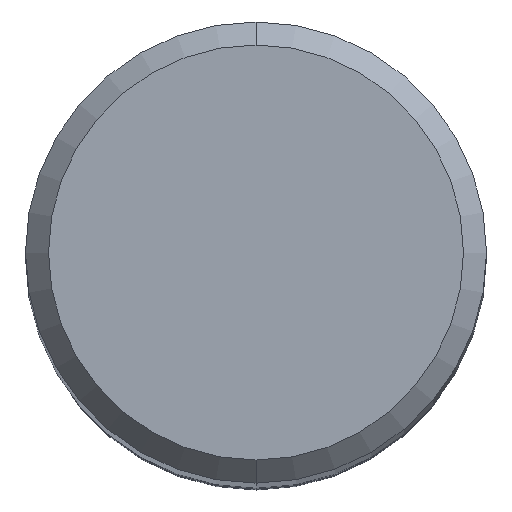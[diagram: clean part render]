
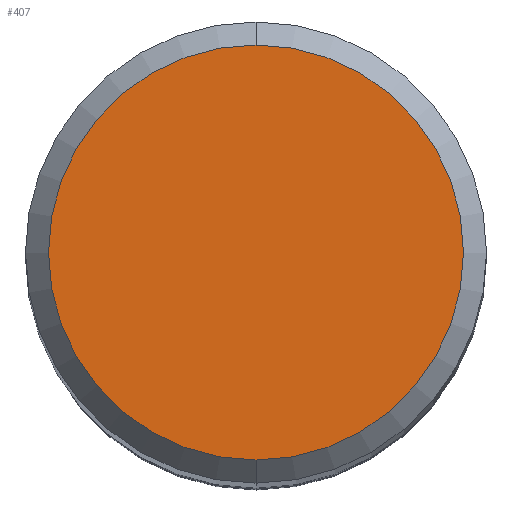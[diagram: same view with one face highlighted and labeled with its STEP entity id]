
A CAD part, top view. The second image highlights one B-rep face of the part: STEP entity #407.
In plain terms, the highlighted planar face has unit normal (0, 0, 1).
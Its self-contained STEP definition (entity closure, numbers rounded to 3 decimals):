
#345=EDGE_CURVE('',#449,#539,#749,.T.);
#407=ADVANCED_FACE('',(#815),#816,.T.);
#449=VERTEX_POINT('',#864);
#517=EDGE_CURVE('',#539,#449,#941,.T.);
#539=VERTEX_POINT('',#963);
#749=CIRCLE('',#1274,3.6);
#815=FACE_OUTER_BOUND('',#1367,.T.);
#816=PLANE('',#1368);
#864=CARTESIAN_POINT('',(0.,-3.6,0.0));
#941=CIRCLE('',#1599,3.6);
#963=CARTESIAN_POINT('',(0.0,3.6,0.0));
#1274=AXIS2_PLACEMENT_3D('',#1955,#1956,#1957);
#1367=EDGE_LOOP('',(#2023,#2024));
#1368=AXIS2_PLACEMENT_3D('',#2025,#2026,#2027);
#1599=AXIS2_PLACEMENT_3D('',#2180,#2181,#2182);
#1955=CARTESIAN_POINT('',(0.0,0.0,0.0));
#1956=DIRECTION('',(0.0,0.0,-1.0));
#1957=DIRECTION('',(0.0,1.0,0.0));
#2023=ORIENTED_EDGE('',*,*,#517,.F.);
#2024=ORIENTED_EDGE('',*,*,#345,.F.);
#2025=CARTESIAN_POINT('',(0.0,1.8,0.0));
#2026=DIRECTION('',(-0.0,0.0,1.0));
#2027=DIRECTION('',(0.0,-1.0,0.0));
#2180=CARTESIAN_POINT('',(0.0,0.0,0.0));
#2181=DIRECTION('',(0.0,0.0,-1.0));
#2182=DIRECTION('',(0.0,1.0,0.0));
